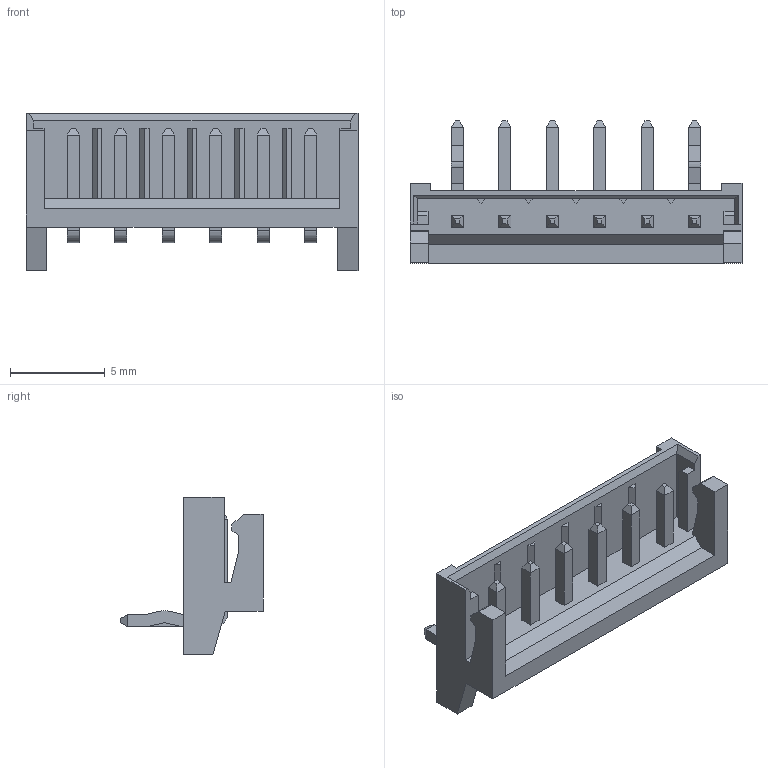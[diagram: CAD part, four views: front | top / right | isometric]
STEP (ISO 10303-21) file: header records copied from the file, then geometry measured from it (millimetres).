
FILE_DESCRIPTION( ( 'Unknown' ), '1' );
FILE_NAME( '68800611722.stp', 'Unknown', ( 'Unknown' ), ( 'Unknown' ), 'PSStep 21.0.46', 'Unknown', ' ' );
FILE_SCHEMA( ( 'AUTOMOTIVE_DESIGN { 1 0 10303 214 1 1 1 1 }' ) );
Length unit declared in the file: millimetre
Products named in the file (4): Assem1; Pin1; Pin2; 68800611722
Assembly tree (7 placements, depth 2):
  Assem1
    Pin1  x2
    Pin2  x4
    68800611722
Bounding box: 17.5 x 7.5 x 8.3 mm (x, y, z)
Volume: 174.9 mm3; surface area: 645.4 mm2
Topology: 7 solids, 7 shells, 296 faces, 778 edges, 502 vertices
Faces by surface type: plane 272, cylinder 24
Entity records: 7748 total; most frequent: CARTESIAN_POINT 1088, ORIENTED_EDGE 1068, DIRECTION 962, EDGE_CURVE 534, LINE 514, VECTOR 514, VERTEX_POINT 350, AXIS2_PLACEMENT_3D 224
